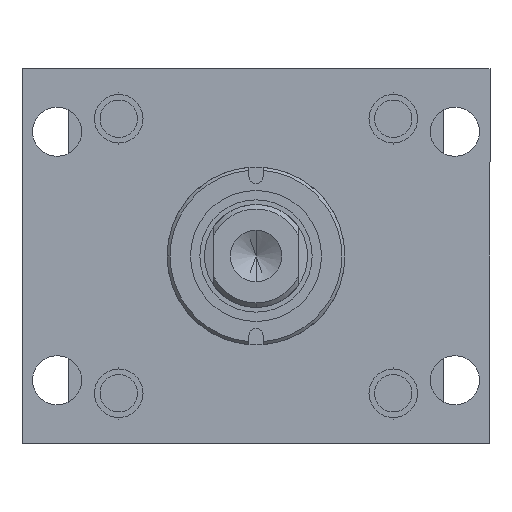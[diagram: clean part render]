
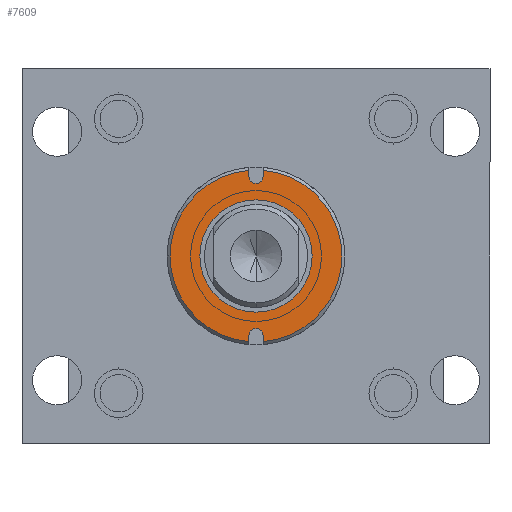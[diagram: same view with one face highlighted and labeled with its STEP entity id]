
A CAD part, left-side view. The second image highlights one B-rep face of the part: STEP entity #7609.
In plain terms, the highlighted planar face has unit normal (-1, 0, 0).
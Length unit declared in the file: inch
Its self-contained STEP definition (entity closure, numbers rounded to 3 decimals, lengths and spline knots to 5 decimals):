
#59 = DIRECTION ( 'NONE',  ( -1., 0., 0. ) ) ;
#121 = DIRECTION ( 'NONE',  ( 0., 0., 1. ) ) ;
#249 = CARTESIAN_POINT ( 'NONE',  ( 9.17484, 15.23865, 0.094 ) ) ;
#266 = AXIS2_PLACEMENT_3D ( 'NONE', #2649, #7190, #3674 ) ;
#452 = VERTEX_POINT ( 'NONE', #249 ) ;
#518 = PLANE ( 'NONE',  #733 ) ;
#733 = AXIS2_PLACEMENT_3D ( 'NONE', #5028, #1543, #6068 ) ;
#857 = ORIENTED_EDGE ( 'NONE', *, *, #5381, .F. ) ;
#924 = AXIS2_PLACEMENT_3D ( 'NONE', #2496, #7027, #3520 ) ;
#1069 = VECTOR ( 'NONE', #3458, 39.37008 ) ;
#1417 = CARTESIAN_POINT ( 'NONE',  ( 9.17484, 16.3823, -0.75 ) ) ;
#1520 = CIRCLE ( 'NONE', #7721, 1.1475 ) ;
#1543 = DIRECTION ( 'NONE',  ( 1., 0., 0. ) ) ;
#1591 = VERTEX_POINT ( 'NONE', #5785 ) ;
#1744 = ORIENTED_EDGE ( 'NONE', *, *, #3055, .T. ) ;
#1789 = EDGE_CURVE ( 'NONE', #4171, #5588, #5325, .T. ) ;
#1871 = EDGE_CURVE ( 'NONE', #452, #4559, #7317, .T. ) ;
#1892 = CARTESIAN_POINT ( 'NONE',  ( 9.17484, 17.5298, -0.094 ) ) ;
#2300 = DIRECTION ( 'NONE',  ( -1., 0., 0. ) ) ;
#2339 = CARTESIAN_POINT ( 'NONE',  ( 9.17484, 15.3203, 0. ) ) ;
#2389 = AXIS2_PLACEMENT_3D ( 'NONE', #2339, #6862, #3363 ) ;
#2428 = LINE ( 'NONE', #6952, #1069 ) ;
#2496 = CARTESIAN_POINT ( 'NONE',  ( 9.17484, 16.3823, 0. ) ) ;
#2497 = AXIS2_PLACEMENT_3D ( 'NONE', #6470, #2985, #7545 ) ;
#2623 = LINE ( 'NONE', #7167, #3957 ) ;
#2649 = CARTESIAN_POINT ( 'NONE',  ( 9.17484, 16.3823, 0. ) ) ;
#2660 = ORIENTED_EDGE ( 'NONE', *, *, #6574, .T. ) ;
#2807 = CARTESIAN_POINT ( 'NONE',  ( 9.17484, 17.4443, 0.094 ) ) ;
#2849 = LINE ( 'NONE', #7399, #3963 ) ;
#2949 = CARTESIAN_POINT ( 'NONE',  ( 9.17484, 17.52594, 0.094 ) ) ;
#2985 = DIRECTION ( 'NONE',  ( 1., 0., 0. ) ) ;
#3055 = EDGE_CURVE ( 'NONE', #4211, #4425, #1520, .T. ) ;
#3363 = DIRECTION ( 'NONE',  ( 0., 0., -1. ) ) ;
#3373 = FACE_BOUND ( 'NONE', #7057, .T. ) ;
#3458 = DIRECTION ( 'NONE',  ( 0., -1., 0. ) ) ;
#3493 = ORIENTED_EDGE ( 'NONE', *, *, #3986, .F. ) ;
#3520 = DIRECTION ( 'NONE',  ( 0., 0., 1. ) ) ;
#3578 = CARTESIAN_POINT ( 'NONE',  ( 9.17484, 16.3823, 0. ) ) ;
#3644 = DIRECTION ( 'NONE',  ( -1., 0., 0. ) ) ;
#3651 = DIRECTION ( 'NONE',  ( 0., -1., 0. ) ) ;
#3674 = DIRECTION ( 'NONE',  ( 0., 0., 1. ) ) ;
#3689 = ORIENTED_EDGE ( 'NONE', *, *, #1871, .T. ) ;
#3869 = DIRECTION ( 'NONE',  ( 0., 1., 0. ) ) ;
#3957 = VECTOR ( 'NONE', #3651, 39.37008 ) ;
#3963 = VECTOR ( 'NONE', #3869, 39.37008 ) ;
#3967 = CARTESIAN_POINT ( 'NONE',  ( 9.17484, 17.52594, -0.094 ) ) ;
#3986 = EDGE_CURVE ( 'NONE', #4943, #7454, #5982, .T. ) ;
#4148 = VECTOR ( 'NONE', #6404, 39.37008 ) ;
#4171 = VERTEX_POINT ( 'NONE', #2807 ) ;
#4192 = ORIENTED_EDGE ( 'NONE', *, *, #1789, .T. ) ;
#4211 = VERTEX_POINT ( 'NONE', #3967 ) ;
#4400 = FACE_OUTER_BOUND ( 'NONE', #7236, .T. ) ;
#4425 = VERTEX_POINT ( 'NONE', #6033 ) ;
#4488 = CARTESIAN_POINT ( 'NONE',  ( 9.17484, 16.3823, 0.75 ) ) ;
#4559 = VERTEX_POINT ( 'NONE', #2949 ) ;
#4592 = DIRECTION ( 'NONE',  ( 0., 0., 1. ) ) ;
#4717 = CIRCLE ( 'NONE', #2389, 0.094 ) ;
#4943 = VERTEX_POINT ( 'NONE', #4488 ) ;
#4964 = ORIENTED_EDGE ( 'NONE', *, *, #7333, .F. ) ;
#5028 = CARTESIAN_POINT ( 'NONE',  ( 9.17484, 17.5298, 0. ) ) ;
#5050 = CARTESIAN_POINT ( 'NONE',  ( 9.17484, 17.4443, -0.094 ) ) ;
#5325 = CIRCLE ( 'NONE', #2497, 0.094 ) ;
#5335 = VERTEX_POINT ( 'NONE', #5555 ) ;
#5341 = LINE ( 'NONE', #1892, #4148 ) ;
#5351 = ORIENTED_EDGE ( 'NONE', *, *, #7580, .T. ) ;
#5381 = EDGE_CURVE ( 'NONE', #4211, #5588, #2623, .T. ) ;
#5555 = CARTESIAN_POINT ( 'NONE',  ( 9.17484, 15.23865, -0.094 ) ) ;
#5588 = VERTEX_POINT ( 'NONE', #5050 ) ;
#5738 = VERTEX_POINT ( 'NONE', #5814 ) ;
#5760 = CARTESIAN_POINT ( 'NONE',  ( 9.17484, 16.3823, 0. ) ) ;
#5785 = CARTESIAN_POINT ( 'NONE',  ( 9.17484, 15.3203, 0.094 ) ) ;
#5814 = CARTESIAN_POINT ( 'NONE',  ( 9.17484, 15.3203, -0.094 ) ) ;
#5887 = ORIENTED_EDGE ( 'NONE', *, *, #6630, .T. ) ;
#5982 = CIRCLE ( 'NONE', #266, 0.75 ) ;
#6033 = CARTESIAN_POINT ( 'NONE',  ( 9.17484, 16.3823, -1.1475 ) ) ;
#6068 = DIRECTION ( 'NONE',  ( 0., 0., -1. ) ) ;
#6227 = AXIS2_PLACEMENT_3D ( 'NONE', #3578, #59, #4592 ) ;
#6272 = CIRCLE ( 'NONE', #6227, 1.1475 ) ;
#6404 = DIRECTION ( 'NONE',  ( 0., 1., 0. ) ) ;
#6470 = CARTESIAN_POINT ( 'NONE',  ( 9.17484, 17.4443, 0. ) ) ;
#6509 = ORIENTED_EDGE ( 'NONE', *, *, #6820, .T. ) ;
#6574 = EDGE_CURVE ( 'NONE', #5335, #5738, #5341, .T. ) ;
#6630 = EDGE_CURVE ( 'NONE', #4559, #4171, #2428, .T. ) ;
#6820 = EDGE_CURVE ( 'NONE', #4425, #5335, #6272, .T. ) ;
#6823 = DIRECTION ( 'NONE',  ( 0., 0., 1. ) ) ;
#6862 = DIRECTION ( 'NONE',  ( 1., 0., 0. ) ) ;
#6952 = CARTESIAN_POINT ( 'NONE',  ( 9.17484, 17.5298, 0.094 ) ) ;
#7027 = DIRECTION ( 'NONE',  ( -1., 0., 0. ) ) ;
#7057 = EDGE_LOOP ( 'NONE', ( #3493, #7832 ) ) ;
#7160 = CARTESIAN_POINT ( 'NONE',  ( 9.17484, 16.3823, 0. ) ) ;
#7167 = CARTESIAN_POINT ( 'NONE',  ( 9.17484, 17.5298, -0.094 ) ) ;
#7190 = DIRECTION ( 'NONE',  ( -1., 0., 0. ) ) ;
#7236 = EDGE_LOOP ( 'NONE', ( #1744, #6509, #2660, #5351, #4964, #3689, #5887, #4192, #857 ) ) ;
#7306 = AXIS2_PLACEMENT_3D ( 'NONE', #7160, #3644, #121 ) ;
#7317 = CIRCLE ( 'NONE', #924, 1.1475 ) ;
#7333 = EDGE_CURVE ( 'NONE', #452, #1591, #2849, .T. ) ;
#7399 = CARTESIAN_POINT ( 'NONE',  ( 9.17484, 17.5298, 0.094 ) ) ;
#7454 = VERTEX_POINT ( 'NONE', #1417 ) ;
#7457 = CIRCLE ( 'NONE', #7306, 0.75 ) ;
#7545 = DIRECTION ( 'NONE',  ( 0., 0., -1. ) ) ;
#7580 = EDGE_CURVE ( 'NONE', #5738, #1591, #4717, .T. ) ;
#7609 = ADVANCED_FACE ( 'NONE', ( #3373, #4400 ), #518, .F. ) ;
#7662 = EDGE_CURVE ( 'NONE', #7454, #4943, #7457, .T. ) ;
#7721 = AXIS2_PLACEMENT_3D ( 'NONE', #5760, #2300, #6823 ) ;
#7832 = ORIENTED_EDGE ( 'NONE', *, *, #7662, .F. ) ;
